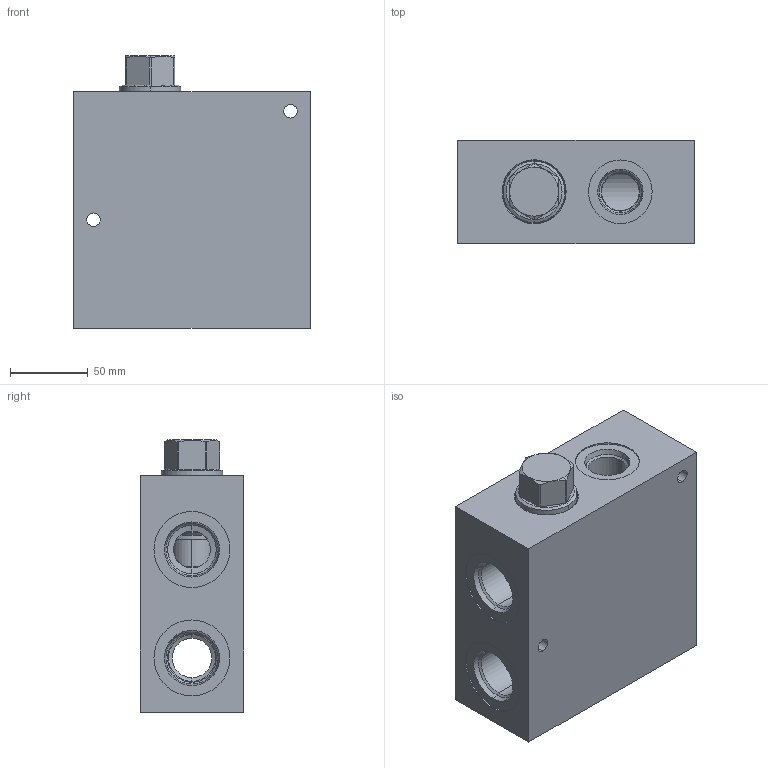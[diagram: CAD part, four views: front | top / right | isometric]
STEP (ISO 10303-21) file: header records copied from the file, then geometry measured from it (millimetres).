
FILE_DESCRIPTION((''),'2;1');
FILE_NAME('WNM_ASM','2020-12-17T',('ProEService'),(''),'PRO/ENGINEER BY PARAMETRIC TECHNOLOGY CORPORATION, 2014200','PRO/ENGINEER BY PARAMETRIC TECHNOLOGY CORPORATION, 2014200','');
FILE_SCHEMA(('CONFIG_CONTROL_DESIGN'));
Length unit declared in the file: inch
Products named in the file (3): 152-437-005; LRHCXHN; WNM_ASM
Assembly tree (2 placements, depth 2):
  WNM_ASM
    152-437-005
    LRHCXHN
Bounding box: 152.4 x 66.67 x 175.41 mm (x, y, z)
Volume: 1324848.6 mm3; surface area: 142437.4 mm2
Topology: 5 solids, 5 shells, 237 faces, 743 edges, 622 vertices
Faces by surface type: cylinder 94, cone 66, plane 41, torus 24, revolution 12
Entity records: 9188 total; most frequent: CARTESIAN_POINT 2556, DIRECTION 1473, ORIENTED_EDGE 1062, EDGE_CURVE 531, AXIS2_PLACEMENT_3D 529, VECTOR 403, LINE 403, VERTEX_POINT 316
